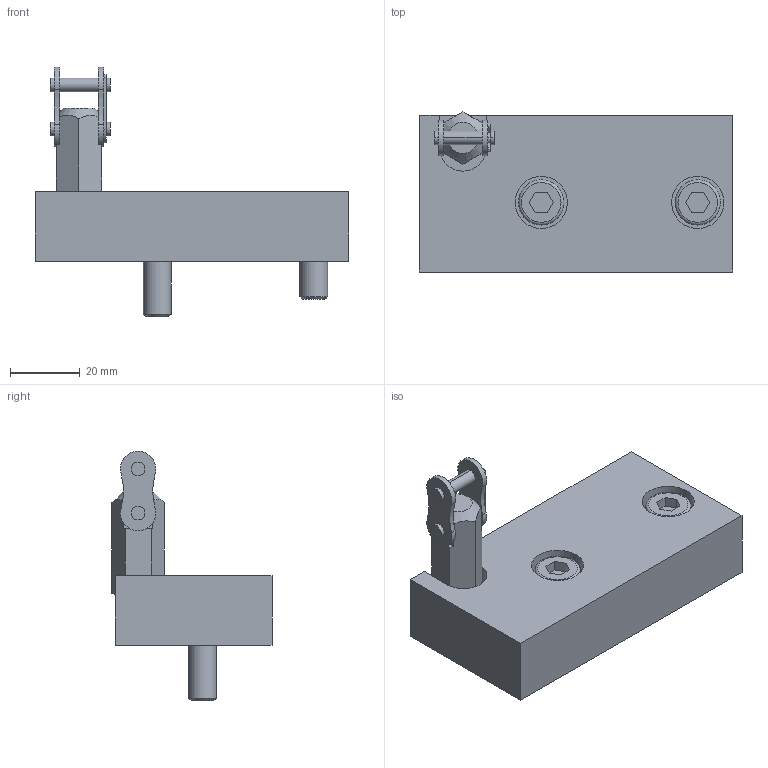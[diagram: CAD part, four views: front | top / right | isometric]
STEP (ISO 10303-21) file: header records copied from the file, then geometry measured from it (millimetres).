
FILE_DESCRIPTION(/* description */ (''),/* implementation_level */ '2;1');
FILE_NAME(/* name */ '56-100-1.stp',/* time_stamp */ '2022-09-07T14:44:45-04:00',/* author */ ('jmurphy'),/* organization */ (''),/* preprocessor_version */ 'ST-DEVELOPER v18.1',/* originating_system */ 'AutoCAD Mechanical',/* authorisation */ '');
FILE_SCHEMA (('AUTOMOTIVE_DESIGN { 1 0 10303 214 3 1 1 }'));
Length unit declared in the file: millimetre
Products named in the file (2): Product; 56-100-1
Assembly tree (1 placements, depth 2):
  Product
    56-100-1
Bounding box: 90 x 46.01 x 71.81 mm (x, y, z)
Volume: 82733.6 mm3; surface area: 22154.4 mm2
Topology: 7 solids, 7 shells, 141 faces, 322 edges, 213 vertices
Faces by surface type: plane 78, cylinder 53, cone 7, torus 3
Full cylindrical faces by diameter (mm): 4 x1, 6.647 x1, 8 x3, 9 x3, 13 x3, 15 x4
Entity records: 4035 total; most frequent: DIRECTION 716, CARTESIAN_POINT 706, ORIENTED_EDGE 642, EDGE_CURVE 321, AXIS2_PLACEMENT_3D 265, VERTEX_POINT 213, LINE 186, VECTOR 186
